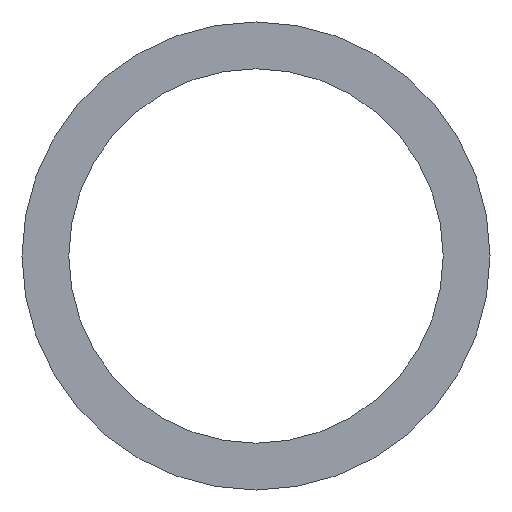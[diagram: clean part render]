
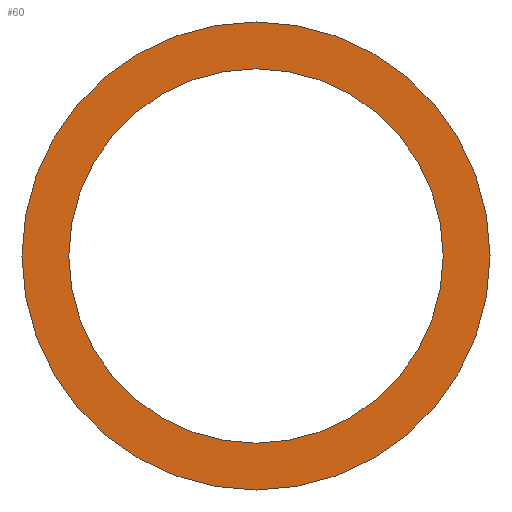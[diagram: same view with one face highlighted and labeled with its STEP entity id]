
A CAD part, front view. The second image highlights one B-rep face of the part: STEP entity #60.
In plain terms, the highlighted planar face has unit normal (0, -1, 0).
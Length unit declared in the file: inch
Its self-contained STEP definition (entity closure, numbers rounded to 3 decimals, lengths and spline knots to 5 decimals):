
#7 = CARTESIAN_POINT ( 'NONE',  ( 0., 0., 0.15 ) ) ;
#8 = EDGE_CURVE ( 'NONE', #164, #115, #239, .T. ) ;
#17 = CARTESIAN_POINT ( 'NONE',  ( 0., 0., -0.15 ) ) ;
#18 = CARTESIAN_POINT ( 'NONE',  ( 0., 0., 0.1875 ) ) ;
#20 = CIRCLE ( 'NONE', #127, 0.15 ) ;
#22 = DIRECTION ( 'NONE',  ( 0., 0., 1. ) ) ;
#30 = CARTESIAN_POINT ( 'NONE',  ( 0., 0., 0. ) ) ;
#60 = ADVANCED_FACE ( 'NONE', ( #238, #230 ), #225, .F. ) ;
#73 = EDGE_CURVE ( 'NONE', #178, #182, #222, .T. ) ;
#80 = AXIS2_PLACEMENT_3D ( 'NONE', #176, #250, #200 ) ;
#95 = CARTESIAN_POINT ( 'NONE',  ( 0., 0., -0.1875 ) ) ;
#107 = AXIS2_PLACEMENT_3D ( 'NONE', #165, #209, #22 ) ;
#112 = ORIENTED_EDGE ( 'NONE', *, *, #73, .T. ) ;
#115 = VERTEX_POINT ( 'NONE', #95 ) ;
#118 = DIRECTION ( 'NONE',  ( 0., 1., 0. ) ) ;
#127 = AXIS2_PLACEMENT_3D ( 'NONE', #30, #118, #211 ) ;
#136 = CIRCLE ( 'NONE', #80, 0.1875 ) ;
#143 = DIRECTION ( 'NONE',  ( 0., 0., 1. ) ) ;
#145 = DIRECTION ( 'NONE',  ( 0., 1., 0. ) ) ;
#149 = CARTESIAN_POINT ( 'NONE',  ( 0., 0., 0. ) ) ;
#154 = ORIENTED_EDGE ( 'NONE', *, *, #194, .T. ) ;
#164 = VERTEX_POINT ( 'NONE', #18 ) ;
#165 = CARTESIAN_POINT ( 'NONE',  ( 0., 0., 0. ) ) ;
#176 = CARTESIAN_POINT ( 'NONE',  ( 0., 0., 0. ) ) ;
#177 = ORIENTED_EDGE ( 'NONE', *, *, #8, .F. ) ;
#178 = VERTEX_POINT ( 'NONE', #7 ) ;
#180 = DIRECTION ( 'NONE',  ( 0., 0., 1. ) ) ;
#181 = EDGE_LOOP ( 'NONE', ( #183, #177 ) ) ;
#182 = VERTEX_POINT ( 'NONE', #17 ) ;
#183 = ORIENTED_EDGE ( 'NONE', *, *, #241, .F. ) ;
#184 = DIRECTION ( 'NONE',  ( 0., 1., 0. ) ) ;
#194 = EDGE_CURVE ( 'NONE', #182, #178, #20, .T. ) ;
#200 = DIRECTION ( 'NONE',  ( 0., 0., 1. ) ) ;
#205 = CARTESIAN_POINT ( 'NONE',  ( 0., 0., 0. ) ) ;
#207 = AXIS2_PLACEMENT_3D ( 'NONE', #149, #145, #143 ) ;
#209 = DIRECTION ( 'NONE',  ( 0., 1., 0. ) ) ;
#210 = EDGE_LOOP ( 'NONE', ( #154, #112 ) ) ;
#211 = DIRECTION ( 'NONE',  ( 0., 0., 1. ) ) ;
#222 = CIRCLE ( 'NONE', #207, 0.15 ) ;
#225 = PLANE ( 'NONE',  #229 ) ;
#229 = AXIS2_PLACEMENT_3D ( 'NONE', #205, #184, #180 ) ;
#230 = FACE_BOUND ( 'NONE', #210, .T. ) ;
#238 = FACE_OUTER_BOUND ( 'NONE', #181, .T. ) ;
#239 = CIRCLE ( 'NONE', #107, 0.1875 ) ;
#241 = EDGE_CURVE ( 'NONE', #115, #164, #136, .T. ) ;
#250 = DIRECTION ( 'NONE',  ( 0., 1., 0. ) ) ;
